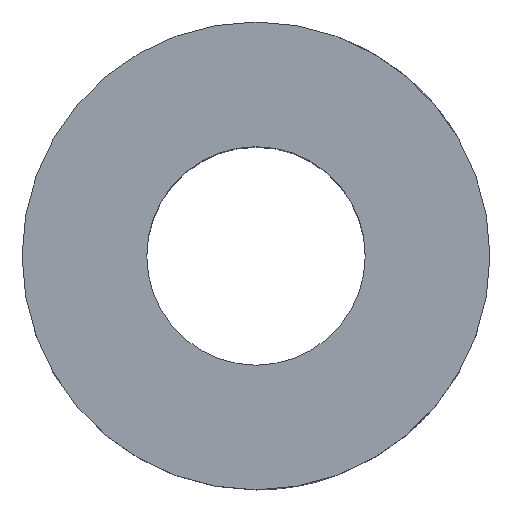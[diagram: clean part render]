
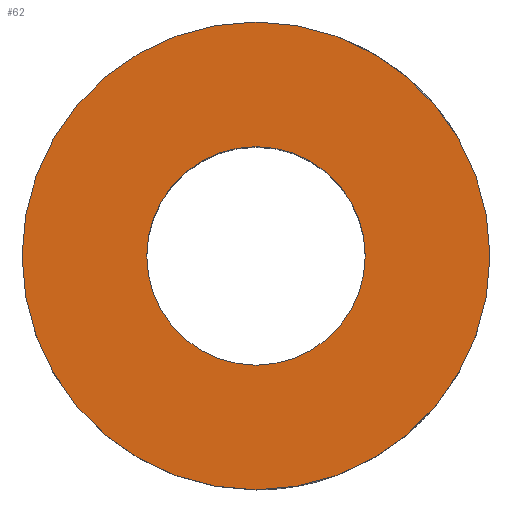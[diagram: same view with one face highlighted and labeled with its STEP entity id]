
A CAD part, top view. The second image highlights one B-rep face of the part: STEP entity #62.
In plain terms, the highlighted planar face has unit normal (0, 0, 1).
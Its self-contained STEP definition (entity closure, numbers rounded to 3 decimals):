
#1 = EDGE_LOOP ( 'NONE', ( #29, #1605 ) ) ;
#29 = ORIENTED_EDGE ( 'NONE', *, *, #1591, .T. ) ;
#33 = VERTEX_POINT ( 'NONE', #922 ) ;
#61 = EDGE_CURVE ( 'NONE', #1307, #214, #1189, .T. ) ;
#62 = ADVANCED_FACE ( 'NONE', ( #1194, #1195 ), #1196, .F. ) ;
#165 = VERTEX_POINT ( 'NONE', #321 ) ;
#214 = VERTEX_POINT ( 'NONE', #757 ) ;
#218 = EDGE_CURVE ( 'NONE', #214, #1307, #774, .T. ) ;
#303 = CARTESIAN_POINT ( 'NONE',  ( 0., -16., 0. ) ) ;
#321 = CARTESIAN_POINT ( 'NONE',  ( 0., -34.25, 0. ) ) ;
#448 = CIRCLE ( 'NONE', #449, 34.25 ) ;
#449 = AXIS2_PLACEMENT_3D ( 'NONE', #450, #451, #452 ) ;
#450 = CARTESIAN_POINT ( 'NONE',  ( 0., 0., 0. ) ) ;
#451 = DIRECTION ( 'NONE',  ( 0., 0., 1. ) ) ;
#452 = DIRECTION ( 'NONE',  ( 0., -1., 0. ) ) ;
#494 = EDGE_LOOP ( 'NONE', ( #964, #1593 ) ) ;
#749 = CIRCLE ( 'NONE', #750, 34.25 ) ;
#750 = AXIS2_PLACEMENT_3D ( 'NONE', #751, #752, #753 ) ;
#751 = CARTESIAN_POINT ( 'NONE',  ( 0., 0., 0. ) ) ;
#752 = DIRECTION ( 'NONE',  ( 0., 0., 1. ) ) ;
#753 = DIRECTION ( 'NONE',  ( 0., -1., 0. ) ) ;
#757 = CARTESIAN_POINT ( 'NONE',  ( 0., 16., 0. ) ) ;
#774 = CIRCLE ( 'NONE', #775, 16. ) ;
#775 = AXIS2_PLACEMENT_3D ( 'NONE', #776, #777, #778 ) ;
#776 = CARTESIAN_POINT ( 'NONE',  ( 0., 0., 0. ) ) ;
#777 = DIRECTION ( 'NONE',  ( 0., 0., 1. ) ) ;
#778 = DIRECTION ( 'NONE',  ( 0., -1., 0. ) ) ;
#922 = CARTESIAN_POINT ( 'NONE',  ( 0., 34.25, 0. ) ) ;
#964 = ORIENTED_EDGE ( 'NONE', *, *, #61, .F. ) ;
#1189 = CIRCLE ( 'NONE', #1190, 16. ) ;
#1190 = AXIS2_PLACEMENT_3D ( 'NONE', #1191, #1192, #1193 ) ;
#1191 = CARTESIAN_POINT ( 'NONE',  ( 0., 0., 0. ) ) ;
#1192 = DIRECTION ( 'NONE',  ( 0., 0., 1. ) ) ;
#1193 = DIRECTION ( 'NONE',  ( 0., -1., 0. ) ) ;
#1194 = FACE_BOUND ( 'NONE', #494, .T. ) ;
#1195 = FACE_OUTER_BOUND ( 'NONE', #1, .T. ) ;
#1196 = PLANE ( 'NONE',  #1197 ) ;
#1197 = AXIS2_PLACEMENT_3D ( 'NONE', #1198, #1199, #1200 ) ;
#1198 = CARTESIAN_POINT ( 'NONE',  ( 0., 34.25, 0. ) ) ;
#1199 = DIRECTION ( 'NONE',  ( 0., 0., -1. ) ) ;
#1200 = DIRECTION ( 'NONE',  ( 0., 1., 0. ) ) ;
#1307 = VERTEX_POINT ( 'NONE', #303 ) ;
#1591 = EDGE_CURVE ( 'NONE', #165, #33, #448, .T. ) ;
#1593 = ORIENTED_EDGE ( 'NONE', *, *, #218, .F. ) ;
#1603 = EDGE_CURVE ( 'NONE', #33, #165, #749, .T. ) ;
#1605 = ORIENTED_EDGE ( 'NONE', *, *, #1603, .T. ) ;
